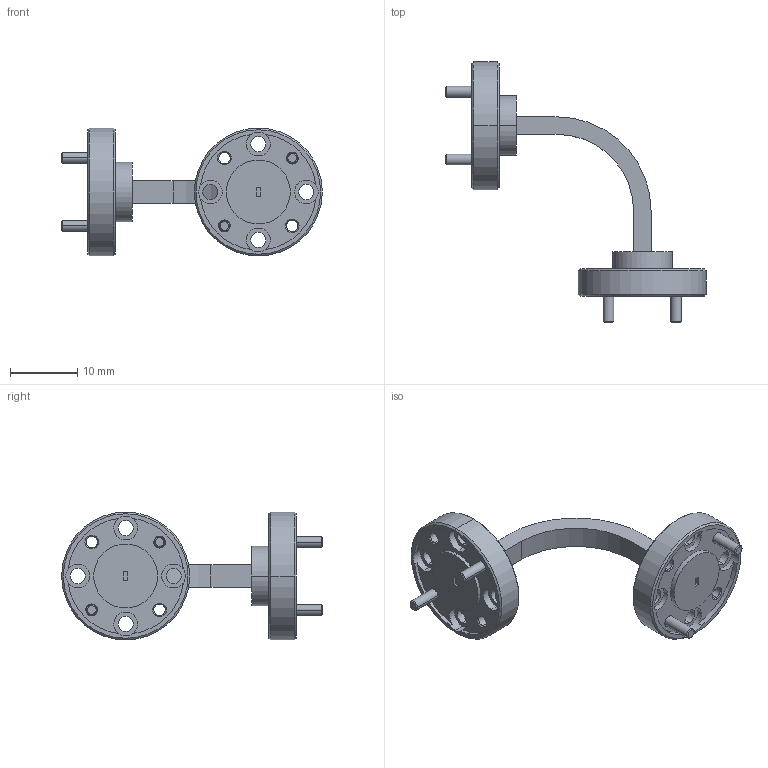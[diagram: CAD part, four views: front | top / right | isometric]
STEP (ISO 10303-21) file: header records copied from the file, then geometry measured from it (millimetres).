
FILE_DESCRIPTION (( 'STEP AP214' ), '1' );
FILE_NAME ('WB-EG-A-L.STEP', '2025-01-28T18:01:01', ( '' ), ( '' ), 'SwSTEP 2.0', 'SolidWorks 2021', '' );
FILE_SCHEMA (( 'AUTOMOTIVE_DESIGN' ));
Length unit declared in the file: inch
Products named in the file (1): WB-EG-A-L
Bounding box: 38.8 x 38.8 x 19.05 mm (x, y, z)
Volume: 2517.5 mm3; surface area: 2782.1 mm2
Topology: 5 solids, 6 shells, 170 faces, 406 edges, 258 vertices
Faces by surface type: cylinder 80, plane 50, cone 40
Entity records: 7236 total; most frequent: DIRECTION 966, CARTESIAN_POINT 835, ORIENTED_EDGE 812, EDGE_CURVE 406, AXIS2_PLACEMENT_3D 389, VERTEX_POINT 258, CIRCLE 218, EDGE_LOOP 212
